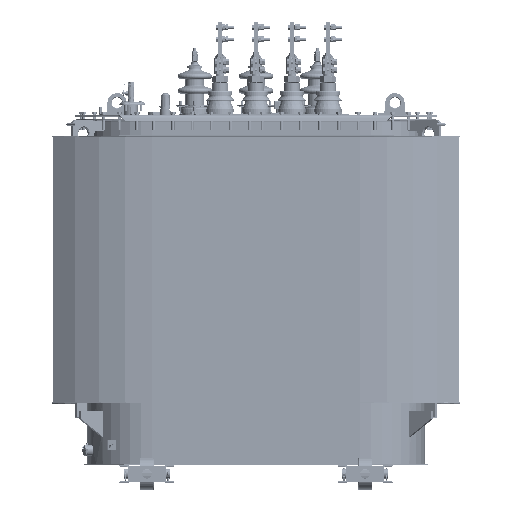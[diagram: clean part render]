
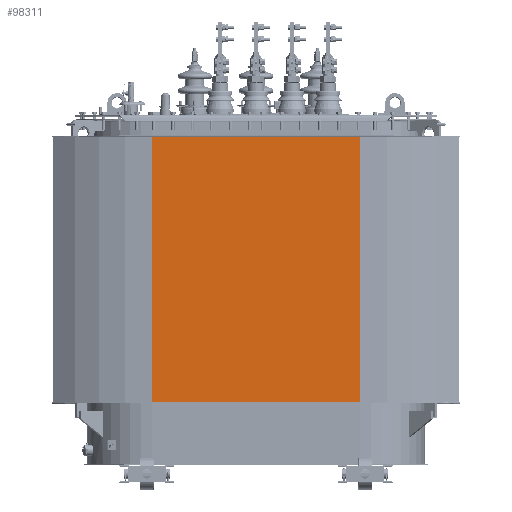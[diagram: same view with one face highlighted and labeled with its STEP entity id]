
A CAD part, top view. The second image highlights one B-rep face of the part: STEP entity #98311.
In plain terms, the highlighted planar face has unit normal (0, 0, 1).
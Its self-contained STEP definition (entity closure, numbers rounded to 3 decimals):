
#8183=LINE('',#197831,#14146);
#8184=LINE('',#197834,#14147);
#8185=LINE('',#197836,#14148);
#8186=LINE('',#197837,#14149);
#14146=VECTOR('',#129504,1000.);
#14147=VECTOR('',#129507,780.);
#14148=VECTOR('',#129508,780.);
#14149=VECTOR('',#129509,1000.);
#19868=PLANE('',#106765);
#28046=FACE_OUTER_BOUND('',#36232,.T.);
#36232=EDGE_LOOP('',(#85444,#85445,#85446,#85447));
#48100=VERTEX_POINT('',#197827);
#48101=VERTEX_POINT('',#197829);
#48102=VERTEX_POINT('',#197833);
#48103=VERTEX_POINT('',#197835);
#60546=EDGE_CURVE('',#48100,#48101,#8183,.T.);
#60547=EDGE_CURVE('',#48102,#48100,#8184,.T.);
#60548=EDGE_CURVE('',#48103,#48101,#8185,.T.);
#60549=EDGE_CURVE('',#48102,#48103,#8186,.T.);
#85444=ORIENTED_EDGE('',*,*,#60547,.T.);
#85445=ORIENTED_EDGE('',*,*,#60546,.T.);
#85446=ORIENTED_EDGE('',*,*,#60548,.F.);
#85447=ORIENTED_EDGE('',*,*,#60549,.F.);
#98311=ADVANCED_FACE('',(#28046),#19868,.T.);
#106765=AXIS2_PLACEMENT_3D('',#197832,#129505,#129506);
#129504=DIRECTION('',(0.,1.,0.));
#129505=DIRECTION('center_axis',(0.,0.,
1.));
#129506=DIRECTION('ref_axis',(1.,0.,0.));
#129507=DIRECTION('',(1.,0.,0.));
#129508=DIRECTION('',(1.,0.,0.));
#129509=DIRECTION('',(0.,1.,0.));
#197827=CARTESIAN_POINT('',(390.,235.,579.4));
#197829=CARTESIAN_POINT('',(390.,1235.,579.4));
#197831=CARTESIAN_POINT('',(390.,235.,579.4));
#197832=CARTESIAN_POINT('Origin',(-390.,235.,579.4));
#197833=CARTESIAN_POINT('',(-390.,235.,579.4));
#197834=CARTESIAN_POINT('',(-390.,235.,579.4));
#197835=CARTESIAN_POINT('',(-390.,1235.,579.4));
#197836=CARTESIAN_POINT('',(-390.,1235.,579.4));
#197837=CARTESIAN_POINT('',(-390.,235.,579.4));
